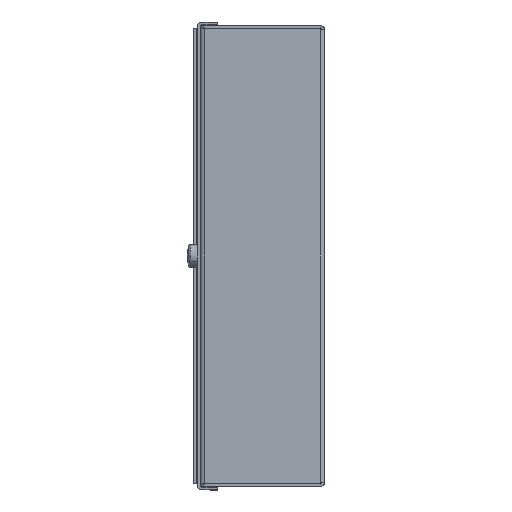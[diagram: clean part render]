
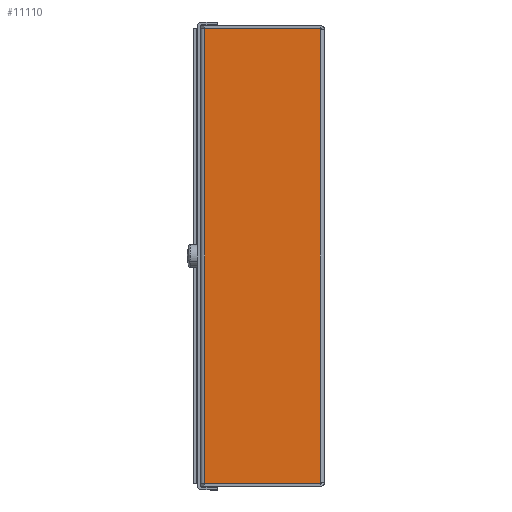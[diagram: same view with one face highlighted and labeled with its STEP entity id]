
A CAD part, left-side view. The second image highlights one B-rep face of the part: STEP entity #11110.
In plain terms, the highlighted planar face has unit normal (-1, 0, 0).
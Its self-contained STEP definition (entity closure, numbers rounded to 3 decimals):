
#806 = VERTEX_POINT ( 'NONE', #13431 ) ;
#3101 = DIRECTION ( 'NONE',  ( 0., 0., -1. ) ) ;
#4081 = EDGE_CURVE ( 'NONE', #25501, #806, #16546, .T. ) ;
#4580 = ORIENTED_EDGE ( 'NONE', *, *, #33173, .F. ) ;
#6033 = DIRECTION ( 'NONE',  ( -1., 0., 0. ) ) ;
#6737 = ORIENTED_EDGE ( 'NONE', *, *, #18568, .F. ) ;
#6904 = VECTOR ( 'NONE', #22574, 1000. ) ;
#8996 = VERTEX_POINT ( 'NONE', #15105 ) ;
#10424 = VECTOR ( 'NONE', #3101, 1000. ) ;
#11110 = ADVANCED_FACE ( 'NONE', ( #12515 ), #21660, .T. ) ;
#11859 = CARTESIAN_POINT ( 'NONE',  ( -150., 41.7, 78.9 ) ) ;
#12515 = FACE_OUTER_BOUND ( 'NONE', #15423, .T. ) ;
#13431 = CARTESIAN_POINT ( 'NONE',  ( -150., 41.7, -78.9 ) ) ;
#13954 = AXIS2_PLACEMENT_3D ( 'NONE', #26710, #6033, #28991 ) ;
#15105 = CARTESIAN_POINT ( 'NONE',  ( -150., 1.6, -78.9 ) ) ;
#15423 = EDGE_LOOP ( 'NONE', ( #17040, #4580, #27132, #6737 ) ) ;
#16535 = VERTEX_POINT ( 'NONE', #32193 ) ;
#16546 = LINE ( 'NONE', #29146, #10424 ) ;
#17040 = ORIENTED_EDGE ( 'NONE', *, *, #18257, .F. ) ;
#18257 = EDGE_CURVE ( 'NONE', #16535, #8996, #20762, .T. ) ;
#18568 = EDGE_CURVE ( 'NONE', #8996, #806, #18629, .T. ) ;
#18629 = LINE ( 'NONE', #22603, #23980 ) ;
#20762 = LINE ( 'NONE', #22715, #6904 ) ;
#21660 = PLANE ( 'NONE',  #13954 ) ;
#22574 = DIRECTION ( 'NONE',  ( 0., 0., -1. ) ) ;
#22603 = CARTESIAN_POINT ( 'NONE',  ( -150., 41.7, -78.9 ) ) ;
#22715 = CARTESIAN_POINT ( 'NONE',  ( -150., 1.6, -157.811 ) ) ;
#23744 = VECTOR ( 'NONE', #27376, 1000. ) ;
#23980 = VECTOR ( 'NONE', #25475, 1000. ) ;
#25475 = DIRECTION ( 'NONE',  ( 0., 1., 0. ) ) ;
#25501 = VERTEX_POINT ( 'NONE', #11859 ) ;
#26710 = CARTESIAN_POINT ( 'NONE',  ( -150., 1., 78.4 ) ) ;
#27132 = ORIENTED_EDGE ( 'NONE', *, *, #4081, .T. ) ;
#27376 = DIRECTION ( 'NONE',  ( 0., -1., 0. ) ) ;
#28991 = DIRECTION ( 'NONE',  ( 0., -1., 0. ) ) ;
#29146 = CARTESIAN_POINT ( 'NONE',  ( -150., 41.7, 78.4 ) ) ;
#32193 = CARTESIAN_POINT ( 'NONE',  ( -150., 1.6, 78.9 ) ) ;
#32678 = CARTESIAN_POINT ( 'NONE',  ( -150., 1., 78.9 ) ) ;
#33173 = EDGE_CURVE ( 'NONE', #25501, #16535, #33538, .T. ) ;
#33538 = LINE ( 'NONE', #32678, #23744 ) ;
